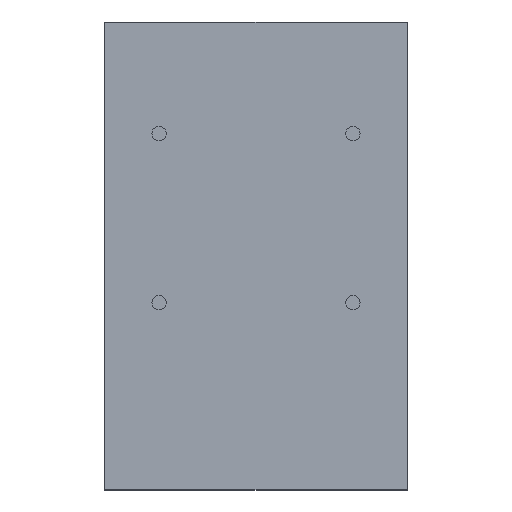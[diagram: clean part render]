
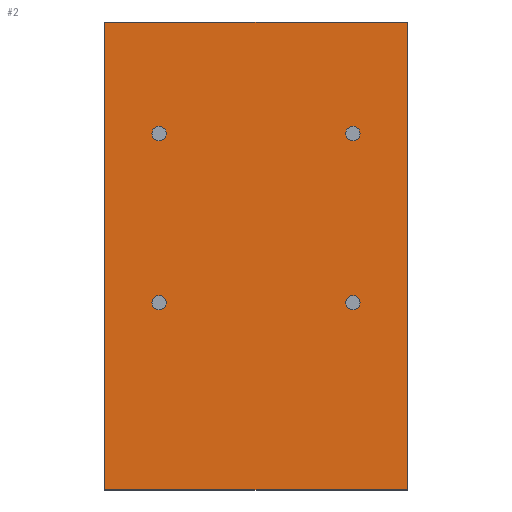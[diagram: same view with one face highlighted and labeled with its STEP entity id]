
A CAD part, top view. The second image highlights one B-rep face of the part: STEP entity #2.
In plain terms, the highlighted planar face has unit normal (0, 0, 1).
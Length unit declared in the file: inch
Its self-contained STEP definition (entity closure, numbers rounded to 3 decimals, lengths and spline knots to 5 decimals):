
#1 = ORIENTED_EDGE ( 'NONE', *, *, #390, .T. ) ;
#2 = ADVANCED_FACE ( 'NONE', ( #97, #184, #34, #271, #279 ), #186, .T. ) ;
#6 = DIRECTION ( 'NONE',  ( 1., 0., 0. ) ) ;
#10 = AXIS2_PLACEMENT_3D ( 'NONE', #22, #511, #475 ) ;
#11 = AXIS2_PLACEMENT_3D ( 'NONE', #267, #516, #229 ) ;
#17 = CARTESIAN_POINT ( 'NONE',  ( 0.49053, -0.25591, 0.625 ) ) ;
#20 = EDGE_CURVE ( 'NONE', #93, #290, #317, .T. ) ;
#22 = CARTESIAN_POINT ( 'NONE',  ( -0.5299, 0.66929, 0.625 ) ) ;
#30 = EDGE_CURVE ( 'NONE', #204, #459, #259, .T. ) ;
#34 = FACE_BOUND ( 'NONE', #208, .T. ) ;
#42 = CARTESIAN_POINT ( 'NONE',  ( 0.82677, 1.27953, 0.625 ) ) ;
#56 = ORIENTED_EDGE ( 'NONE', *, *, #507, .T. ) ;
#59 = EDGE_LOOP ( 'NONE', ( #197, #384 ) ) ;
#61 = DIRECTION ( 'NONE',  ( 0., 0., -1. ) ) ;
#62 = ORIENTED_EDGE ( 'NONE', *, *, #469, .T. ) ;
#65 = DIRECTION ( 'NONE',  ( 1., 0., 0. ) ) ;
#66 = DIRECTION ( 'NONE',  ( 0., -1., 0. ) ) ;
#71 = CIRCLE ( 'NONE', #11, 0.03937 ) ;
#74 = DIRECTION ( 'NONE',  ( 1., 0., 0. ) ) ;
#84 = CARTESIAN_POINT ( 'NONE',  ( -0.82677, -1.27953, 0.625 ) ) ;
#89 = ORIENTED_EDGE ( 'NONE', *, *, #315, .T. ) ;
#92 = LINE ( 'NONE', #84, #524 ) ;
#93 = VERTEX_POINT ( 'NONE', #100 ) ;
#96 = CARTESIAN_POINT ( 'NONE',  ( -0.56927, 0.66929, 0.625 ) ) ;
#97 = FACE_BOUND ( 'NONE', #398, .T. ) ;
#98 = AXIS2_PLACEMENT_3D ( 'NONE', #328, #238, #489 ) ;
#100 = CARTESIAN_POINT ( 'NONE',  ( -0.82677, 1.27953, 0.625 ) ) ;
#113 = AXIS2_PLACEMENT_3D ( 'NONE', #336, #415, #170 ) ;
#115 = EDGE_CURVE ( 'NONE', #222, #125, #360, .T. ) ;
#124 = LINE ( 'NONE', #126, #488 ) ;
#125 = VERTEX_POINT ( 'NONE', #246 ) ;
#126 = CARTESIAN_POINT ( 'NONE',  ( -0.82677, 1.27953, 0.625 ) ) ;
#128 = EDGE_CURVE ( 'NONE', #265, #149, #242, .T. ) ;
#132 = AXIS2_PLACEMENT_3D ( 'NONE', #313, #61, #145 ) ;
#133 = DIRECTION ( 'NONE',  ( 0., 0., -1. ) ) ;
#145 = DIRECTION ( 'NONE',  ( 1., 0., 0. ) ) ;
#149 = VERTEX_POINT ( 'NONE', #324 ) ;
#150 = AXIS2_PLACEMENT_3D ( 'NONE', #275, #439, #74 ) ;
#152 = ORIENTED_EDGE ( 'NONE', *, *, #373, .T. ) ;
#165 = CARTESIAN_POINT ( 'NONE',  ( -0.5299, -0.25591, 0.625 ) ) ;
#170 = DIRECTION ( 'NONE',  ( 1., 0., 0. ) ) ;
#173 = CARTESIAN_POINT ( 'NONE',  ( -0.82677, -1.27953, 0.625 ) ) ;
#184 = FACE_BOUND ( 'NONE', #530, .T. ) ;
#186 = PLANE ( 'NONE',  #294 ) ;
#189 = ORIENTED_EDGE ( 'NONE', *, *, #128, .T. ) ;
#195 = VECTOR ( 'NONE', #199, 39.37008 ) ;
#197 = ORIENTED_EDGE ( 'NONE', *, *, #365, .T. ) ;
#199 = DIRECTION ( 'NONE',  ( 0., 1., 0. ) ) ;
#200 = VERTEX_POINT ( 'NONE', #364 ) ;
#204 = VERTEX_POINT ( 'NONE', #483 ) ;
#205 = CIRCLE ( 'NONE', #132, 0.03937 ) ;
#208 = EDGE_LOOP ( 'NONE', ( #426, #258 ) ) ;
#219 = EDGE_CURVE ( 'NONE', #200, #385, #318, .T. ) ;
#222 = VERTEX_POINT ( 'NONE', #441 ) ;
#229 = DIRECTION ( 'NONE',  ( 1., 0., 0. ) ) ;
#238 = DIRECTION ( 'NONE',  ( 0., 0., -1. ) ) ;
#241 = CIRCLE ( 'NONE', #505, 0.03937 ) ;
#242 = LINE ( 'NONE', #42, #195 ) ;
#246 = CARTESIAN_POINT ( 'NONE',  ( 0.49053, 0.66929, 0.625 ) ) ;
#250 = CIRCLE ( 'NONE', #113, 0.03937 ) ;
#258 = ORIENTED_EDGE ( 'NONE', *, *, #30, .T. ) ;
#259 = CIRCLE ( 'NONE', #10, 0.03937 ) ;
#265 = VERTEX_POINT ( 'NONE', #342 ) ;
#267 = CARTESIAN_POINT ( 'NONE',  ( -0.5299, 0.66929, 0.625 ) ) ;
#271 = FACE_BOUND ( 'NONE', #59, .T. ) ;
#272 = DIRECTION ( 'NONE',  ( 0., 0., -1. ) ) ;
#275 = CARTESIAN_POINT ( 'NONE',  ( 0.5299, 0.66929, 0.625 ) ) ;
#279 = FACE_OUTER_BOUND ( 'NONE', #402, .T. ) ;
#285 = CIRCLE ( 'NONE', #354, 0.03937 ) ;
#290 = VERTEX_POINT ( 'NONE', #173 ) ;
#294 = AXIS2_PLACEMENT_3D ( 'NONE', #520, #478, #65 ) ;
#295 = DIRECTION ( 'NONE',  ( 1., 0., 0. ) ) ;
#302 = VERTEX_POINT ( 'NONE', #332 ) ;
#305 = VERTEX_POINT ( 'NONE', #17 ) ;
#313 = CARTESIAN_POINT ( 'NONE',  ( 0.5299, -0.25591, 0.625 ) ) ;
#315 = EDGE_CURVE ( 'NONE', #290, #265, #92, .T. ) ;
#317 = LINE ( 'NONE', #430, #367 ) ;
#318 = CIRCLE ( 'NONE', #98, 0.03937 ) ;
#324 = CARTESIAN_POINT ( 'NONE',  ( 0.82677, 1.27953, 0.625 ) ) ;
#328 = CARTESIAN_POINT ( 'NONE',  ( -0.5299, -0.25591, 0.625 ) ) ;
#332 = CARTESIAN_POINT ( 'NONE',  ( 0.56927, -0.25591, 0.625 ) ) ;
#336 = CARTESIAN_POINT ( 'NONE',  ( 0.5299, -0.25591, 0.625 ) ) ;
#342 = CARTESIAN_POINT ( 'NONE',  ( 0.82677, -1.27953, 0.625 ) ) ;
#354 = AXIS2_PLACEMENT_3D ( 'NONE', #165, #133, #295 ) ;
#360 = CIRCLE ( 'NONE', #150, 0.03937 ) ;
#364 = CARTESIAN_POINT ( 'NONE',  ( -0.49053, -0.25591, 0.625 ) ) ;
#365 = EDGE_CURVE ( 'NONE', #385, #200, #285, .T. ) ;
#367 = VECTOR ( 'NONE', #66, 39.37008 ) ;
#373 = EDGE_CURVE ( 'NONE', #302, #305, #250, .T. ) ;
#377 = DIRECTION ( 'NONE',  ( 1., 0., 0. ) ) ;
#384 = ORIENTED_EDGE ( 'NONE', *, *, #219, .T. ) ;
#385 = VERTEX_POINT ( 'NONE', #420 ) ;
#390 = EDGE_CURVE ( 'NONE', #149, #93, #124, .T. ) ;
#398 = EDGE_LOOP ( 'NONE', ( #62, #152 ) ) ;
#402 = EDGE_LOOP ( 'NONE', ( #189, #1, #487, #89 ) ) ;
#415 = DIRECTION ( 'NONE',  ( 0., 0., -1. ) ) ;
#418 = ORIENTED_EDGE ( 'NONE', *, *, #115, .T. ) ;
#420 = CARTESIAN_POINT ( 'NONE',  ( -0.56927, -0.25591, 0.625 ) ) ;
#426 = ORIENTED_EDGE ( 'NONE', *, *, #476, .T. ) ;
#430 = CARTESIAN_POINT ( 'NONE',  ( -0.82677, 1.27953, 0.625 ) ) ;
#439 = DIRECTION ( 'NONE',  ( 0., 0., -1. ) ) ;
#441 = CARTESIAN_POINT ( 'NONE',  ( 0.56927, 0.66929, 0.625 ) ) ;
#456 = DIRECTION ( 'NONE',  ( -1., 0., 0. ) ) ;
#459 = VERTEX_POINT ( 'NONE', #96 ) ;
#469 = EDGE_CURVE ( 'NONE', #305, #302, #205, .T. ) ;
#475 = DIRECTION ( 'NONE',  ( 1., 0., 0. ) ) ;
#476 = EDGE_CURVE ( 'NONE', #459, #204, #71, .T. ) ;
#478 = DIRECTION ( 'NONE',  ( 0., 0., 1. ) ) ;
#483 = CARTESIAN_POINT ( 'NONE',  ( -0.49053, 0.66929, 0.625 ) ) ;
#487 = ORIENTED_EDGE ( 'NONE', *, *, #20, .T. ) ;
#488 = VECTOR ( 'NONE', #456, 39.37008 ) ;
#489 = DIRECTION ( 'NONE',  ( 1., 0., 0. ) ) ;
#505 = AXIS2_PLACEMENT_3D ( 'NONE', #512, #272, #6 ) ;
#507 = EDGE_CURVE ( 'NONE', #125, #222, #241, .T. ) ;
#511 = DIRECTION ( 'NONE',  ( 0., 0., -1. ) ) ;
#512 = CARTESIAN_POINT ( 'NONE',  ( 0.5299, 0.66929, 0.625 ) ) ;
#516 = DIRECTION ( 'NONE',  ( 0., 0., -1. ) ) ;
#520 = CARTESIAN_POINT ( 'NONE',  ( 0., 0., 0.625 ) ) ;
#524 = VECTOR ( 'NONE', #377, 39.37008 ) ;
#530 = EDGE_LOOP ( 'NONE', ( #56, #418 ) ) ;
